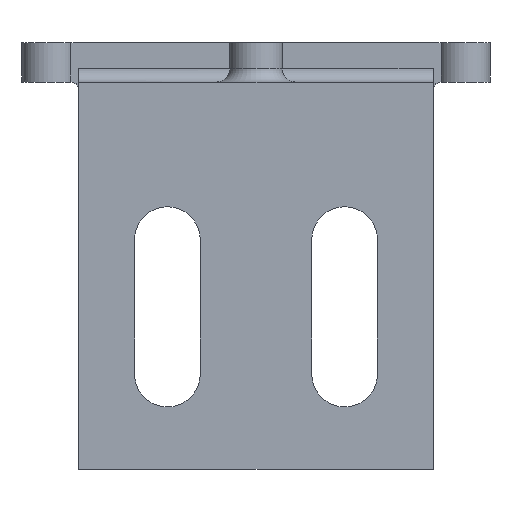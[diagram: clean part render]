
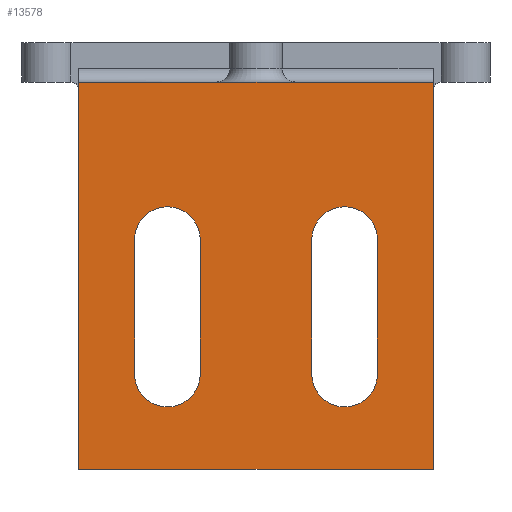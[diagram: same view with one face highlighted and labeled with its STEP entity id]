
A CAD part, left-side view. The second image highlights one B-rep face of the part: STEP entity #13578.
In plain terms, the highlighted planar face has unit normal (-1, 0, 0).
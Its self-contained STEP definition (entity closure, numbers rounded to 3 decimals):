
#151=CIRCLE('',#13971,5.);
#152=CIRCLE('',#13974,5.);
#153=CIRCLE('',#13977,5.);
#154=CIRCLE('',#13980,5.);
#238=FACE_BOUND('',#2048,.T.);
#239=FACE_BOUND('',#2049,.T.);
#508=PLANE('',#13998);
#1236=FACE_OUTER_BOUND('',#2047,.T.);
#2047=EDGE_LOOP('',(#12429,#12430,#12431,#12432));
#2048=EDGE_LOOP('',(#12433,#12434,#12435,#12436));
#2049=EDGE_LOOP('',(#12437,#12438,#12439,#12440));
#2985=LINE('',#26432,#4083);
#3025=LINE('',#26622,#4123);
#3054=LINE('',#26708,#4152);
#3092=LINE('',#26834,#4190);
#3121=LINE('',#26937,#4219);
#3124=LINE('',#26945,#4222);
#3127=LINE('',#26953,#4225);
#3130=LINE('',#26961,#4228);
#4083=VECTOR('',#15353,10.);
#4123=VECTOR('',#15531,10.);
#4152=VECTOR('',#15594,10.);
#4190=VECTOR('',#15722,10.);
#4219=VECTOR('',#15827,10.);
#4222=VECTOR('',#15836,10.);
#4225=VECTOR('',#15845,10.);
#4228=VECTOR('',#15854,10.);
#6244=VERTEX_POINT('',#26429);
#6245=VERTEX_POINT('',#26431);
#6290=VERTEX_POINT('',#26621);
#6322=VERTEX_POINT('',#26707);
#6400=VERTEX_POINT('',#26934);
#6401=VERTEX_POINT('',#26936);
#6402=VERTEX_POINT('',#26940);
#6403=VERTEX_POINT('',#26944);
#6404=VERTEX_POINT('',#26950);
#6405=VERTEX_POINT('',#26952);
#6406=VERTEX_POINT('',#26956);
#6407=VERTEX_POINT('',#26960);
#8164=EDGE_CURVE('',#6245,#6244,#2985,.T.);
#8235=EDGE_CURVE('',#6245,#6290,#3025,.T.);
#8275=EDGE_CURVE('',#6290,#6322,#3054,.T.);
#8339=EDGE_CURVE('',#6244,#6322,#3092,.F.);
#8388=EDGE_CURVE('',#6401,#6400,#3121,.T.);
#8390=EDGE_CURVE('',#6402,#6401,#151,.T.);
#8392=EDGE_CURVE('',#6403,#6402,#3124,.T.);
#8394=EDGE_CURVE('',#6400,#6403,#152,.T.);
#8396=EDGE_CURVE('',#6405,#6404,#3127,.T.);
#8398=EDGE_CURVE('',#6406,#6405,#153,.T.);
#8400=EDGE_CURVE('',#6407,#6406,#3130,.T.);
#8402=EDGE_CURVE('',#6404,#6407,#154,.T.);
#12429=ORIENTED_EDGE('',*,*,#8235,.F.);
#12430=ORIENTED_EDGE('',*,*,#8164,.T.);
#12431=ORIENTED_EDGE('',*,*,#8339,.T.);
#12432=ORIENTED_EDGE('',*,*,#8275,.F.);
#12433=ORIENTED_EDGE('',*,*,#8388,.T.);
#12434=ORIENTED_EDGE('',*,*,#8394,.T.);
#12435=ORIENTED_EDGE('',*,*,#8392,.T.);
#12436=ORIENTED_EDGE('',*,*,#8390,.T.);
#12437=ORIENTED_EDGE('',*,*,#8396,.T.);
#12438=ORIENTED_EDGE('',*,*,#8402,.T.);
#12439=ORIENTED_EDGE('',*,*,#8400,.T.);
#12440=ORIENTED_EDGE('',*,*,#8398,.T.);
#13578=ADVANCED_FACE('',(#1236,#238,#239),#508,.T.);
#13971=AXIS2_PLACEMENT_3D('',#26941,#15831,#15832);
#13974=AXIS2_PLACEMENT_3D('',#26948,#15840,#15841);
#13977=AXIS2_PLACEMENT_3D('',#26957,#15849,#15850);
#13980=AXIS2_PLACEMENT_3D('',#26964,#15858,#15859);
#13998=AXIS2_PLACEMENT_3D('',#26998,#15910,#15911);
#15353=DIRECTION('',(0.,1.,0.));
#15531=DIRECTION('',(0.,0.,-1.));
#15594=DIRECTION('',(0.,1.,0.));
#15722=DIRECTION('',(0.,0.,1.));
#15827=DIRECTION('',(0.,0.,-1.));
#15831=DIRECTION('center_axis',(1.,0.,0.));
#15832=DIRECTION('ref_axis',(0.,-1.,0.));
#15836=DIRECTION('',(0.,0.,1.));
#15840=DIRECTION('center_axis',(1.,0.,0.));
#15841=DIRECTION('ref_axis',(0.,1.,0.));
#15845=DIRECTION('',(0.,0.,1.));
#15849=DIRECTION('center_axis',(1.,0.,0.));
#15850=DIRECTION('ref_axis',(0.,1.,0.));
#15854=DIRECTION('',(0.,0.,-1.));
#15858=DIRECTION('center_axis',(1.,0.,0.));
#15859=DIRECTION('ref_axis',(0.,-1.,0.));
#15910=DIRECTION('center_axis',(-1.,0.,0.));
#15911=DIRECTION('ref_axis',(0.,0.,1.));
#26429=CARTESIAN_POINT('',(-3.5,55.5,57.));
#26431=CARTESIAN_POINT('',(-3.5,1.5,57.));
#26432=CARTESIAN_POINT('',(-3.5,57.,57.));
#26621=CARTESIAN_POINT('',(-3.5,1.5,-2.));
#26622=CARTESIAN_POINT('',(-3.5,1.5,42.75));
#26707=CARTESIAN_POINT('',(-3.5,55.5,-2.));
#26708=CARTESIAN_POINT('',(-3.5,0.,-2.));
#26834=CARTESIAN_POINT('',(-3.5,55.5,14.25));
#26934=CARTESIAN_POINT('',(-3.5,37.,12.5));
#26936=CARTESIAN_POINT('',(-3.5,37.,33.));
#26937=CARTESIAN_POINT('',(-3.5,37.,30.75));
#26940=CARTESIAN_POINT('',(-3.5,47.,33.));
#26941=CARTESIAN_POINT('Origin',(-3.5,42.,33.));
#26944=CARTESIAN_POINT('',(-3.5,47.,12.5));
#26945=CARTESIAN_POINT('',(-3.5,47.,20.5));
#26948=CARTESIAN_POINT('Origin',(-3.5,42.,12.5));
#26950=CARTESIAN_POINT('',(-3.5,20.,33.));
#26952=CARTESIAN_POINT('',(-3.5,20.,12.5));
#26953=CARTESIAN_POINT('',(-3.5,20.,20.5));
#26956=CARTESIAN_POINT('',(-3.5,10.,12.5));
#26957=CARTESIAN_POINT('Origin',(-3.5,15.,12.5));
#26960=CARTESIAN_POINT('',(-3.5,10.,33.));
#26961=CARTESIAN_POINT('',(-3.5,10.,30.75));
#26964=CARTESIAN_POINT('Origin',(-3.5,15.,33.));
#26998=CARTESIAN_POINT('Origin',(-3.5,28.5,28.5));
